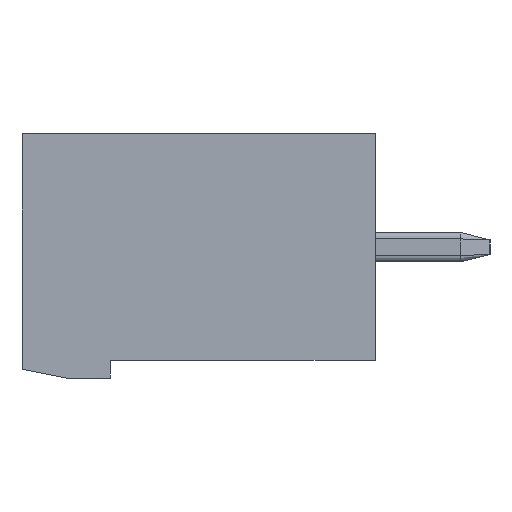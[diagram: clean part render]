
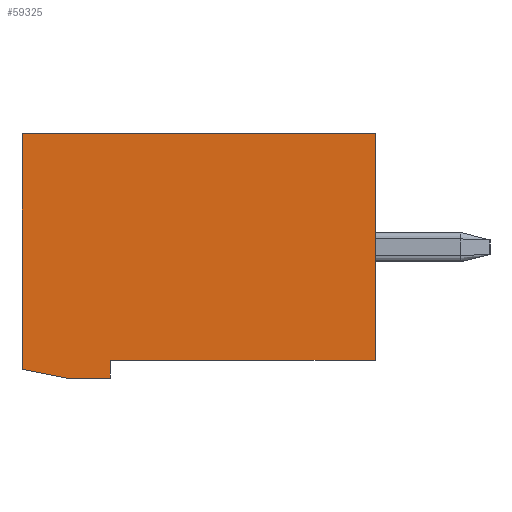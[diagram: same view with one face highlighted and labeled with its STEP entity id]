
A CAD part, left-side view. The second image highlights one B-rep face of the part: STEP entity #59325.
In plain terms, the highlighted planar face has unit normal (-1, 0, 0).
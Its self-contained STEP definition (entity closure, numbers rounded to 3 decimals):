
#58234=CARTESIAN_POINT('',(-29.794,0.,-3.525));
#58235=VERTEX_POINT('',#58234);
#58245=CARTESIAN_POINT('',(-29.794,0.,3.8));
#58246=VERTEX_POINT('',#58245);
#58247=CARTESIAN_POINT('',(-29.794,0.,-3.525));
#58248=DIRECTION('',(0.,0.,1.));
#58249=VECTOR('',#58248,7.325);
#58250=LINE('',#58247,#58249);
#58251=EDGE_CURVE('',#58235,#58246,#58250,.T.);
#58389=CARTESIAN_POINT('',(-29.794,-10.987,3.8));
#58390=VERTEX_POINT('',#58389);
#58391=CARTESIAN_POINT('',(-29.794,0.,3.8));
#58392=DIRECTION('',(0.,-1.,0.));
#58393=VECTOR('',#58392,10.987);
#58394=LINE('',#58391,#58393);
#58395=EDGE_CURVE('',#58246,#58390,#58394,.T.);
#58488=CARTESIAN_POINT('',(-29.794,-2.747,-3.8));
#58489=VERTEX_POINT('',#58488);
#58496=CARTESIAN_POINT('',(-29.794,-1.373,-3.8));
#58497=VERTEX_POINT('',#58496);
#58498=CARTESIAN_POINT('',(-29.794,-2.747,-3.8));
#58499=DIRECTION('',(0.,1.,0.));
#58500=VECTOR('',#58499,1.373);
#58501=LINE('',#58498,#58500);
#58502=EDGE_CURVE('',#58489,#58497,#58501,.T.);
#58670=CARTESIAN_POINT('',(-29.794,-2.747,-3.25));
#58671=VERTEX_POINT('',#58670);
#58678=CARTESIAN_POINT('',(-29.794,-2.747,-3.25));
#58679=DIRECTION('',(0.,0.,-1.));
#58680=VECTOR('',#58679,0.549);
#58681=LINE('',#58678,#58680);
#58682=EDGE_CURVE('',#58671,#58489,#58681,.T.);
#58694=CARTESIAN_POINT('',(-29.794,-10.987,-3.25));
#58695=VERTEX_POINT('',#58694);
#58702=CARTESIAN_POINT('',(-29.794,-10.987,-3.25));
#58703=DIRECTION('',(0.,1.,0.));
#58704=VECTOR('',#58703,8.24);
#58705=LINE('',#58702,#58704);
#58706=EDGE_CURVE('',#58695,#58671,#58705,.T.);
#58775=CARTESIAN_POINT('',(-29.794,-10.987,3.8));
#58776=DIRECTION('',(0.,0.,-1.));
#58777=VECTOR('',#58776,7.05);
#58778=LINE('',#58775,#58777);
#58779=EDGE_CURVE('',#58390,#58695,#58778,.T.);
#59300=CARTESIAN_POINT('',(-29.794,-1.373,-3.8));
#59301=DIRECTION('',(0.,0.981,0.196));
#59302=VECTOR('',#59301,1.401);
#59303=LINE('',#59300,#59302);
#59304=EDGE_CURVE('',#58497,#58235,#59303,.T.);
#59311=CARTESIAN_POINT('',(-29.794,-5.494,0.));
#59312=DIRECTION('',(0.,0.,1.));
#59313=DIRECTION('',(-1.,0.,0.));
#59314=AXIS2_PLACEMENT_3D('',#59311,#59313,#59312);
#59315=PLANE('',#59314);
#59316=ORIENTED_EDGE('',*,*,#59304,.F.);
#59317=ORIENTED_EDGE('',*,*,#58502,.F.);
#59318=ORIENTED_EDGE('',*,*,#58682,.F.);
#59319=ORIENTED_EDGE('',*,*,#58706,.F.);
#59320=ORIENTED_EDGE('',*,*,#58779,.F.);
#59321=ORIENTED_EDGE('',*,*,#58395,.F.);
#59322=ORIENTED_EDGE('',*,*,#58251,.F.);
#59323=EDGE_LOOP('',(#59316,#59317,#59318,#59319,#59320,#59321,#59322));
#59324=FACE_OUTER_BOUND('',#59323,.T.);
#59325=ADVANCED_FACE('',(#59324),#59315,.T.);
